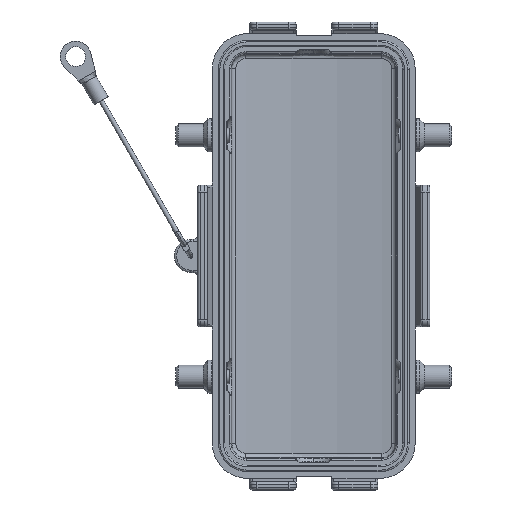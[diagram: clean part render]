
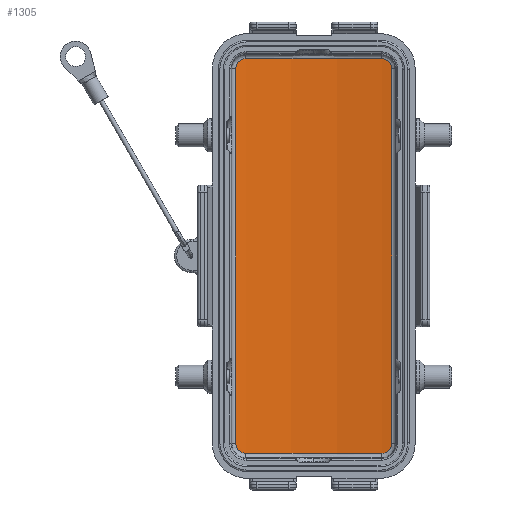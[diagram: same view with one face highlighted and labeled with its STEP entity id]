
A CAD part, front view. The second image highlights one B-rep face of the part: STEP entity #1305.
In plain terms, the highlighted cylindrical face has radius 98.25 mm (diameter 196.5 mm), a partial arc.
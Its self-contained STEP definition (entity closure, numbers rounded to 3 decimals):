
#294=CYLINDRICAL_SURFACE('',#9696,98.25);
#658=FACE_OUTER_BOUND('',#2271,.T.);
#1037=ELLIPSE('',#9694,98.265,98.25);
#1038=ELLIPSE('',#9695,98.265,98.25);
#1305=ADVANCED_FACE('',(#658),#294,.F.);
#1865=B_SPLINE_CURVE_WITH_KNOTS('',3,(#15819,#15820,#15821,#15822,#15823,
#15824,#15825,#15826,#15827,#15828,#15829,#15830,#15831,#15832,#15833,#15834),
 .UNSPECIFIED.,.F.,.F.,(4,3,3,3,3,4),(0.,0.211,0.423,
0.64,0.848,1.),.UNSPECIFIED.);
#1866=B_SPLINE_CURVE_WITH_KNOTS('',3,(#15838,#15839,#15840,#15841,#15842,
#15843,#15844,#15845,#15846,#15847,#15848,#15849,#15850,#15851,#15852,#15853),
 .UNSPECIFIED.,.F.,.F.,(4,3,3,3,3,4),(0.,0.22,0.44,
0.661,0.868,1.),.UNSPECIFIED.);
#1867=B_SPLINE_CURVE_WITH_KNOTS('',3,(#15857,#15858,#15859,#15860,#15861,
#15862,#15863,#15864,#15865,#15866,#15867,#15868,#15869,#15870,#15871,#15872),
 .UNSPECIFIED.,.F.,.F.,(4,3,3,3,3,4),(0.,0.211,0.423,
0.64,0.85,1.),.UNSPECIFIED.);
#1868=B_SPLINE_CURVE_WITH_KNOTS('',3,(#15876,#15877,#15878,#15879,#15880,
#15881,#15882,#15883,#15884,#15885,#15886,#15887,#15888,#15889,#15890,#15891),
 .UNSPECIFIED.,.F.,.F.,(4,3,3,3,3,4),(0.,0.22,0.44,
0.661,0.869,1.),.UNSPECIFIED.);
#2271=EDGE_LOOP('',(#5271,#5272,#5273,#5274,#5275,#5276,#5277,#5278));
#3110=LINE('',#15816,#3730);
#3111=LINE('',#15855,#3731);
#3730=VECTOR('',#11797,1.);
#3731=VECTOR('',#11800,1.);
#5271=ORIENTED_EDGE('',*,*,#8227,.T.);
#5272=ORIENTED_EDGE('',*,*,#8228,.T.);
#5273=ORIENTED_EDGE('',*,*,#8229,.T.);
#5274=ORIENTED_EDGE('',*,*,#8230,.T.);
#5275=ORIENTED_EDGE('',*,*,#8231,.T.);
#5276=ORIENTED_EDGE('',*,*,#8232,.T.);
#5277=ORIENTED_EDGE('',*,*,#8233,.T.);
#5278=ORIENTED_EDGE('',*,*,#8234,.T.);
#7159=VERTEX_POINT('',#15817);
#7160=VERTEX_POINT('',#15818);
#7161=VERTEX_POINT('',#15835);
#7162=VERTEX_POINT('',#15837);
#7163=VERTEX_POINT('',#15854);
#7164=VERTEX_POINT('',#15856);
#7165=VERTEX_POINT('',#15873);
#7166=VERTEX_POINT('',#15875);
#8227=EDGE_CURVE('',#7159,#7160,#3110,.T.);
#8228=EDGE_CURVE('',#7160,#7161,#1865,.T.);
#8229=EDGE_CURVE('',#7161,#7162,#1037,.T.);
#8230=EDGE_CURVE('',#7162,#7163,#1866,.T.);
#8231=EDGE_CURVE('',#7163,#7164,#3111,.T.);
#8232=EDGE_CURVE('',#7164,#7165,#1867,.T.);
#8233=EDGE_CURVE('',#7165,#7166,#1038,.T.);
#8234=EDGE_CURVE('',#7166,#7159,#1868,.T.);
#9694=AXIS2_PLACEMENT_3D('',#15836,#11798,#11799);
#9695=AXIS2_PLACEMENT_3D('',#15874,#11801,#11802);
#9696=AXIS2_PLACEMENT_3D('',#15892,#11803,#11804);
#11797=DIRECTION('',(0.,0.,1.));
#11798=DIRECTION('',(0.,0.017,1.));
#11799=DIRECTION('',(0.,-1.,0.017));
#11800=DIRECTION('',(0.,0.,-1.));
#11801=DIRECTION('',(0.,0.017,-1.));
#11802=DIRECTION('',(0.,1.,0.017));
#11803=DIRECTION('',(0.,0.,1.));
#11804=DIRECTION('',(1.,0.,0.));
#15816=CARTESIAN_POINT('',(16.49,13.356,-45.5));
#15817=CARTESIAN_POINT('',(16.49,13.356,-39.6));
#15818=CARTESIAN_POINT('',(16.49,13.356,39.6));
#15819=CARTESIAN_POINT('',(16.49,13.356,39.6));
#15820=CARTESIAN_POINT('',(16.49,13.356,39.831));
#15821=CARTESIAN_POINT('',(16.448,13.363,40.064));
#15822=CARTESIAN_POINT('',(16.371,13.376,40.28));
#15823=CARTESIAN_POINT('',(16.295,13.389,40.497));
#15824=CARTESIAN_POINT('',(16.181,13.409,40.704));
#15825=CARTESIAN_POINT('',(16.039,13.432,40.883));
#15826=CARTESIAN_POINT('',(15.892,13.456,41.067));
#15827=CARTESIAN_POINT('',(15.711,13.486,41.226));
#15828=CARTESIAN_POINT('',(15.511,13.518,41.349));
#15829=CARTESIAN_POINT('',(15.319,13.549,41.466));
#15830=CARTESIAN_POINT('',(15.105,13.582,41.555));
#15831=CARTESIAN_POINT('',(14.887,13.616,41.608));
#15832=CARTESIAN_POINT('',(14.727,13.64,41.646));
#15833=CARTESIAN_POINT('',(14.561,13.665,41.667));
#15834=CARTESIAN_POINT('',(14.397,13.689,41.666));
#15835=CARTESIAN_POINT('',(14.397,13.689,41.666));
#15836=CARTESIAN_POINT('',(0.,-83.5,43.346));
#15837=CARTESIAN_POINT('',(-14.397,13.689,41.666));
#15838=CARTESIAN_POINT('',(-14.397,13.689,41.666));
#15839=CARTESIAN_POINT('',(-14.634,13.654,41.667));
#15840=CARTESIAN_POINT('',(-14.875,13.618,41.625));
#15841=CARTESIAN_POINT('',(-15.099,13.583,41.546));
#15842=CARTESIAN_POINT('',(-15.322,13.548,41.467));
#15843=CARTESIAN_POINT('',(-15.535,13.514,41.35));
#15844=CARTESIAN_POINT('',(-15.721,13.484,41.202));
#15845=CARTESIAN_POINT('',(-15.907,13.454,41.053));
#15846=CARTESIAN_POINT('',(-16.069,13.427,40.866));
#15847=CARTESIAN_POINT('',(-16.191,13.407,40.661));
#15848=CARTESIAN_POINT('',(-16.307,13.387,40.468));
#15849=CARTESIAN_POINT('',(-16.392,13.373,40.253));
#15850=CARTESIAN_POINT('',(-16.442,13.365,40.033));
#15851=CARTESIAN_POINT('',(-16.473,13.359,39.891));
#15852=CARTESIAN_POINT('',(-16.49,13.356,39.746));
#15853=CARTESIAN_POINT('',(-16.49,13.356,39.6));
#15854=CARTESIAN_POINT('',(-16.49,13.356,39.6));
#15855=CARTESIAN_POINT('',(-16.49,13.356,-45.5));
#15856=CARTESIAN_POINT('',(-16.49,13.356,-39.6));
#15857=CARTESIAN_POINT('',(-16.49,13.356,-39.6));
#15858=CARTESIAN_POINT('',(-16.49,13.356,-39.831));
#15859=CARTESIAN_POINT('',(-16.448,13.363,-40.064));
#15860=CARTESIAN_POINT('',(-16.371,13.376,-40.28));
#15861=CARTESIAN_POINT('',(-16.295,13.389,-40.497));
#15862=CARTESIAN_POINT('',(-16.181,13.409,-40.704));
#15863=CARTESIAN_POINT('',(-16.038,13.432,-40.884));
#15864=CARTESIAN_POINT('',(-15.892,13.456,-41.067));
#15865=CARTESIAN_POINT('',(-15.711,13.486,-41.227));
#15866=CARTESIAN_POINT('',(-15.512,13.518,-41.349));
#15867=CARTESIAN_POINT('',(-15.318,13.549,-41.468));
#15868=CARTESIAN_POINT('',(-15.104,13.582,-41.557));
#15869=CARTESIAN_POINT('',(-14.883,13.616,-41.609));
#15870=CARTESIAN_POINT('',(-14.724,13.641,-41.647));
#15871=CARTESIAN_POINT('',(-14.56,13.665,-41.667));
#15872=CARTESIAN_POINT('',(-14.397,13.689,-41.666));
#15873=CARTESIAN_POINT('',(-14.397,13.689,-41.666));
#15874=CARTESIAN_POINT('',(0.,-83.5,-43.346));
#15875=CARTESIAN_POINT('',(14.397,13.689,-41.666));
#15876=CARTESIAN_POINT('',(14.397,13.689,-41.666));
#15877=CARTESIAN_POINT('',(14.634,13.654,-41.667));
#15878=CARTESIAN_POINT('',(14.875,13.618,-41.625));
#15879=CARTESIAN_POINT('',(15.099,13.583,-41.546));
#15880=CARTESIAN_POINT('',(15.322,13.548,-41.467));
#15881=CARTESIAN_POINT('',(15.536,13.514,-41.35));
#15882=CARTESIAN_POINT('',(15.721,13.484,-41.202));
#15883=CARTESIAN_POINT('',(15.907,13.454,-41.053));
#15884=CARTESIAN_POINT('',(16.069,13.427,-40.867));
#15885=CARTESIAN_POINT('',(16.192,13.407,-40.662));
#15886=CARTESIAN_POINT('',(16.308,13.387,-40.468));
#15887=CARTESIAN_POINT('',(16.395,13.373,-40.251));
#15888=CARTESIAN_POINT('',(16.443,13.364,-40.03));
#15889=CARTESIAN_POINT('',(16.474,13.359,-39.889));
#15890=CARTESIAN_POINT('',(16.49,13.356,-39.744));
#15891=CARTESIAN_POINT('',(16.49,13.356,-39.6));
#15892=CARTESIAN_POINT('',(0.,-83.5,-45.5));
